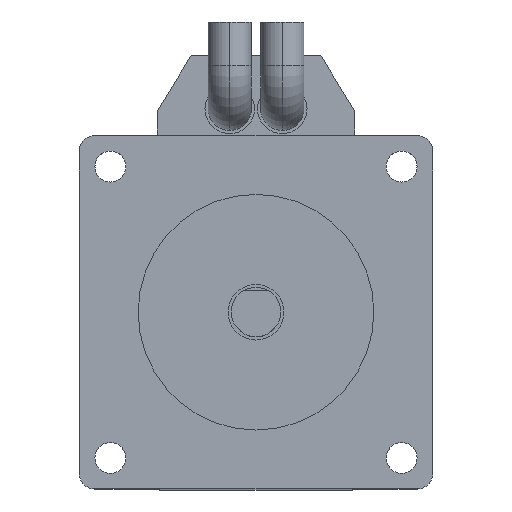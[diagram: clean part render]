
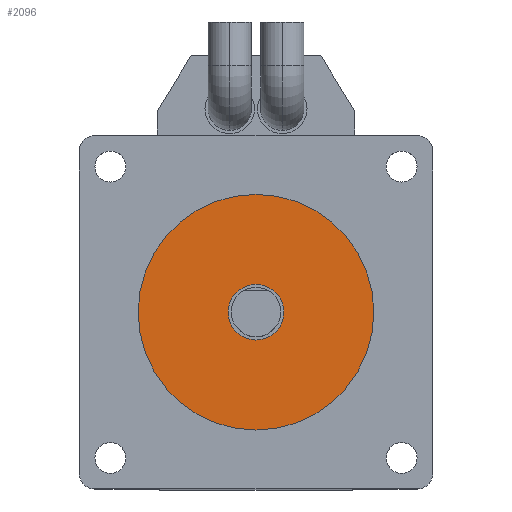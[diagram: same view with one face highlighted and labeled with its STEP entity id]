
A CAD part, top view. The second image highlights one B-rep face of the part: STEP entity #2096.
In plain terms, the highlighted planar face has unit normal (0, 0, 1).
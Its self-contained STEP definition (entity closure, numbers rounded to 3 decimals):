
#43 = EDGE_LOOP ( 'NONE', ( #1561, #5051 ) ) ;
#154 = DIRECTION ( 'NONE',  ( 0., 0., 1. ) ) ;
#455 = AXIS2_PLACEMENT_3D ( 'NONE', #866, #4507, #2126 ) ;
#866 = CARTESIAN_POINT ( 'NONE',  ( 0., 0., 98.6 ) ) ;
#881 = AXIS2_PLACEMENT_3D ( 'NONE', #2395, #1898, #7002 ) ;
#932 = VERTEX_POINT ( 'NONE', #5290 ) ;
#935 = AXIS2_PLACEMENT_3D ( 'NONE', #3654, #154, #4155 ) ;
#950 = VERTEX_POINT ( 'NONE', #4094 ) ;
#1096 = ORIENTED_EDGE ( 'NONE', *, *, #1632, .F. ) ;
#1561 = ORIENTED_EDGE ( 'NONE', *, *, #5342, .T. ) ;
#1632 = EDGE_CURVE ( 'NONE', #932, #6576, #5556, .T. ) ;
#1859 = EDGE_LOOP ( 'NONE', ( #1096, #4487 ) ) ;
#1898 = DIRECTION ( 'NONE',  ( 0., 0., 1. ) ) ;
#1987 = CARTESIAN_POINT ( 'NONE',  ( 0., 0., 98.6 ) ) ;
#2096 = ADVANCED_FACE ( 'NONE', ( #2962, #2242 ), #3380, .T. ) ;
#2126 = DIRECTION ( 'NONE',  ( 1., 0., 0. ) ) ;
#2242 = FACE_OUTER_BOUND ( 'NONE', #43, .T. ) ;
#2342 = AXIS2_PLACEMENT_3D ( 'NONE', #5894, #2493, #4811 ) ;
#2395 = CARTESIAN_POINT ( 'NONE',  ( 0., 0., 98.6 ) ) ;
#2493 = DIRECTION ( 'NONE',  ( 0., 0., 1. ) ) ;
#2564 = CIRCLE ( 'NONE', #935, 19.05 ) ;
#2962 = FACE_BOUND ( 'NONE', #1859, .T. ) ;
#3034 = CIRCLE ( 'NONE', #881, 4.5 ) ;
#3338 = DIRECTION ( 'NONE',  ( 0., 0., 1. ) ) ;
#3380 = PLANE ( 'NONE',  #3867 ) ;
#3654 = CARTESIAN_POINT ( 'NONE',  ( 0., 0., 98.6 ) ) ;
#3794 = VERTEX_POINT ( 'NONE', #3853 ) ;
#3853 = CARTESIAN_POINT ( 'NONE',  ( -19.05, 0., 98.6 ) ) ;
#3867 = AXIS2_PLACEMENT_3D ( 'NONE', #1987, #3338, #6715 ) ;
#4094 = CARTESIAN_POINT ( 'NONE',  ( 19.05, 0., 98.6 ) ) ;
#4155 = DIRECTION ( 'NONE',  ( 1., 0., 0. ) ) ;
#4222 = EDGE_CURVE ( 'NONE', #6576, #932, #3034, .T. ) ;
#4487 = ORIENTED_EDGE ( 'NONE', *, *, #4222, .F. ) ;
#4507 = DIRECTION ( 'NONE',  ( 0., 0., 1. ) ) ;
#4755 = EDGE_CURVE ( 'NONE', #950, #3794, #2564, .T. ) ;
#4811 = DIRECTION ( 'NONE',  ( 1., 0., 0. ) ) ;
#4844 = CARTESIAN_POINT ( 'NONE',  ( -4.5, 0., 98.6 ) ) ;
#5051 = ORIENTED_EDGE ( 'NONE', *, *, #4755, .T. ) ;
#5290 = CARTESIAN_POINT ( 'NONE',  ( 4.5, 0., 98.6 ) ) ;
#5342 = EDGE_CURVE ( 'NONE', #3794, #950, #6878, .T. ) ;
#5556 = CIRCLE ( 'NONE', #455, 4.5 ) ;
#5894 = CARTESIAN_POINT ( 'NONE',  ( 0., 0., 98.6 ) ) ;
#6576 = VERTEX_POINT ( 'NONE', #4844 ) ;
#6715 = DIRECTION ( 'NONE',  ( 1., 0., 0. ) ) ;
#6878 = CIRCLE ( 'NONE', #2342, 19.05 ) ;
#7002 = DIRECTION ( 'NONE',  ( 1., 0., 0. ) ) ;
